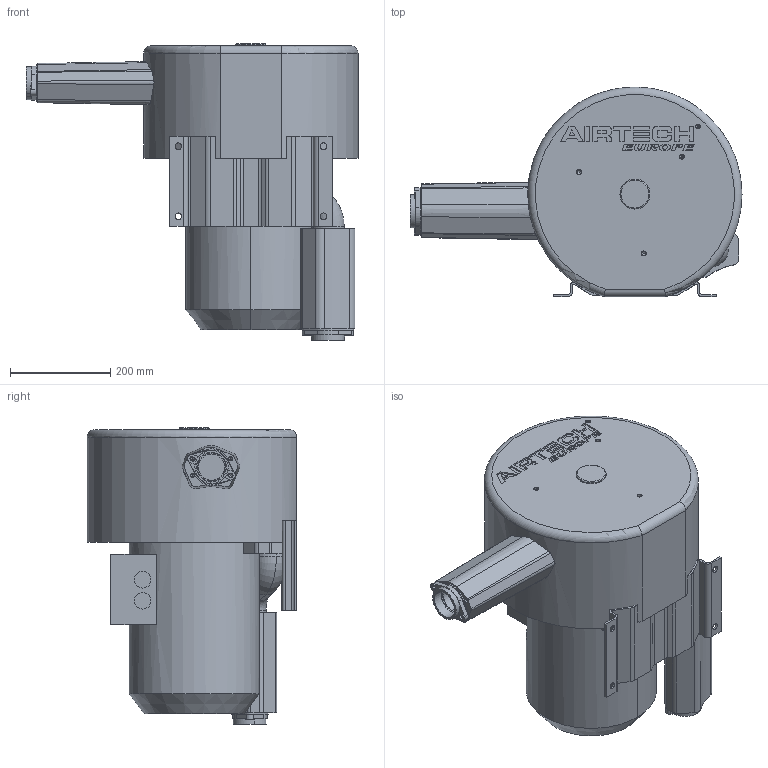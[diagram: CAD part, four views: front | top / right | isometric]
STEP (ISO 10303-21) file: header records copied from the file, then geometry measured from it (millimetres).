
FILE_DESCRIPTION((''),'2;1');
FILE_NAME('ASC0315-2ST551_MD-000757_02_ASM','2023-04-21T14:48:03',('wgehrig'),('vacuvane vacuum technology gmbh'),'CREO PARAMETRIC BY PTC INC, 2022364','CREO PARAMETRIC BY PTC INC, 2022364','');
FILE_SCHEMA(('CONFIG_CONTROL_DESIGN'));
Length unit declared in the file: millimetre
Products named in the file (6): MD-000756_6_AF0; MD-000014_8; MD-000264_4; MD-000757_ASM_4_ASM; ASC0315-2ST551_MD-000757_01_ASM; ASC0315-2ST551_MD-000757_02_ASM
Assembly tree (7 placements, depth 4):
  ASC0315-2ST551_MD-000757_02_ASM
    ASC0315-2ST551_MD-000757_01_ASM
      MD-000757_ASM_4_ASM
        MD-000756_6_AF0
        MD-000014_8  x2
        MD-000264_4  x2
Bounding box: 663.5 x 419 x 593 mm (x, y, z)
Volume: 53890767.7 mm3; surface area: 1323780.5 mm2
Topology: 5 solids, 19 shells, 573 faces, 1614 edges, 1084 vertices
Faces by surface type: plane 326, cylinder 208, cone 32, torus 7
Entity records: 17033 total; most frequent: CARTESIAN_POINT 3168, DIRECTION 2938, ORIENTED_EDGE 2796, EDGE_CURVE 1422, AXIS2_PLACEMENT_3D 1008, VERTEX_POINT 962, VECTOR 922, LINE 922
